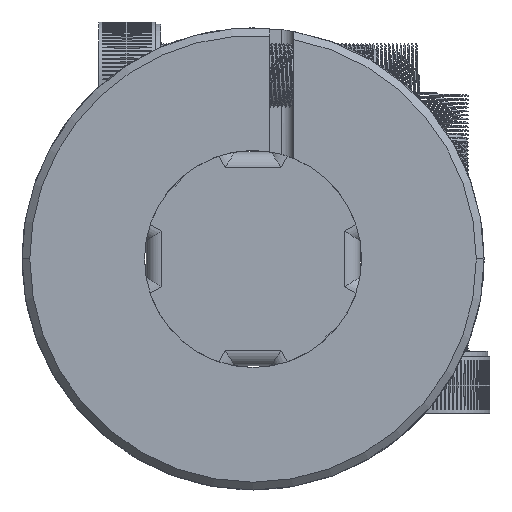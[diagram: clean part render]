
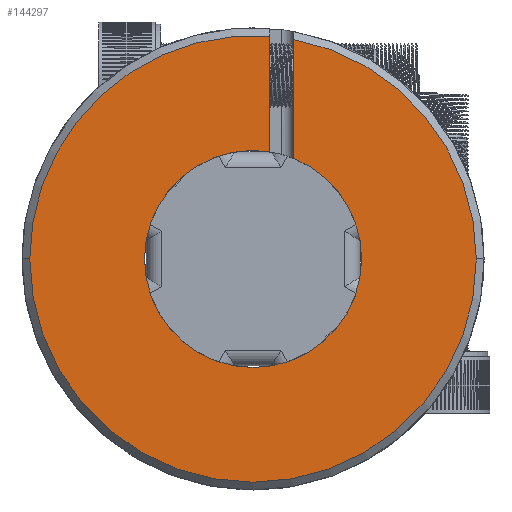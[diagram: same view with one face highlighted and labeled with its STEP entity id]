
A CAD part, left-side view. The second image highlights one B-rep face of the part: STEP entity #144297.
In plain terms, the highlighted planar face has unit normal (-1, 0, 0).
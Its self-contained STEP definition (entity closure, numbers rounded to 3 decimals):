
#136686 = EDGE_CURVE('',#136687,#136689,#136691,.T.);
#136687 = VERTEX_POINT('',#136688);
#136688 = CARTESIAN_POINT('',(-14.743,23.479,
    -6.908));
#136689 = VERTEX_POINT('',#136690);
#136690 = CARTESIAN_POINT('',(-14.743,-5.221,
    -6.908));
#136691 = CIRCLE('',#136692,14.35);
#136692 = AXIS2_PLACEMENT_3D('',#136693,#136694,#136695);
#136693 = CARTESIAN_POINT('',(-14.743,9.129,
    -6.908));
#136694 = DIRECTION('',(-1.,0.,0.));
#136695 = DIRECTION('',(0.,1.,0.));
#136728 = EDGE_CURVE('',#136689,#136729,#136731,.T.);
#136729 = VERTEX_POINT('',#136730);
#136730 = CARTESIAN_POINT('',(-14.743,6.509,
    7.201));
#136731 = CIRCLE('',#136732,14.35);
#136732 = AXIS2_PLACEMENT_3D('',#136733,#136734,#136735);
#136733 = CARTESIAN_POINT('',(-14.743,9.129,
    -6.908));
#136734 = DIRECTION('',(-1.,0.,0.));
#136735 = DIRECTION('',(0.,1.,0.));
#136983 = VERTEX_POINT('',#136984);
#136984 = CARTESIAN_POINT('',(-14.743,8.049,
    -0.017));
#137000 = VERTEX_POINT('',#137001);
#137001 = CARTESIAN_POINT('',(-14.743,16.104,
    -6.908));
#137007 = EDGE_CURVE('',#137000,#136983,#137008,.T.);
#137008 = CIRCLE('',#137009,6.975);
#137009 = AXIS2_PLACEMENT_3D('',#137010,#137011,#137012);
#137010 = CARTESIAN_POINT('',(-14.743,9.129,
    -6.908));
#137011 = DIRECTION('',(1.,0.,0.));
#137012 = DIRECTION('',(0.,1.,0.));
#137038 = VERTEX_POINT('',#137039);
#137039 = CARTESIAN_POINT('',(-14.743,6.509,
    -0.443));
#137045 = EDGE_CURVE('',#137038,#137046,#137048,.T.);
#137046 = VERTEX_POINT('',#137047);
#137047 = CARTESIAN_POINT('',(-14.743,2.154,
    -6.908));
#137048 = CIRCLE('',#137049,6.975);
#137049 = AXIS2_PLACEMENT_3D('',#137050,#137051,#137052);
#137050 = CARTESIAN_POINT('',(-14.743,9.129,
    -6.908));
#137051 = DIRECTION('',(1.,0.,0.));
#137052 = DIRECTION('',(0.,1.,0.));
#144297 = ADVANCED_FACE('',(#144298),#144332,.T.);
#144298 = FACE_BOUND('',#144299,.T.);
#144299 = EDGE_LOOP('',(#144300,#144308,#144315,#144316,#144317,#144323,
    #144324,#144331));
#144300 = ORIENTED_EDGE('',*,*,#144301,.F.);
#144301 = EDGE_CURVE('',#144302,#136983,#144304,.T.);
#144302 = VERTEX_POINT('',#144303);
#144303 = CARTESIAN_POINT('',(-14.743,8.049,
    7.402));
#144304 = LINE('',#144305,#144306);
#144305 = CARTESIAN_POINT('',(-14.743,8.049,
    -6.908));
#144306 = VECTOR('',#144307,1.);
#144307 = DIRECTION('',(0.,0.,-1.));
#144308 = ORIENTED_EDGE('',*,*,#144309,.T.);
#144309 = EDGE_CURVE('',#144302,#136687,#144310,.T.);
#144310 = CIRCLE('',#144311,14.35);
#144311 = AXIS2_PLACEMENT_3D('',#144312,#144313,#144314);
#144312 = CARTESIAN_POINT('',(-14.743,9.129,
    -6.908));
#144313 = DIRECTION('',(-1.,0.,0.));
#144314 = DIRECTION('',(0.,1.,0.));
#144315 = ORIENTED_EDGE('',*,*,#136686,.T.);
#144316 = ORIENTED_EDGE('',*,*,#136728,.T.);
#144317 = ORIENTED_EDGE('',*,*,#144318,.F.);
#144318 = EDGE_CURVE('',#137038,#136729,#144319,.T.);
#144319 = LINE('',#144320,#144321);
#144320 = CARTESIAN_POINT('',(-14.743,6.509,
    -6.908));
#144321 = VECTOR('',#144322,1.);
#144322 = DIRECTION('',(0.,0.,1.));
#144323 = ORIENTED_EDGE('',*,*,#137045,.T.);
#144324 = ORIENTED_EDGE('',*,*,#144325,.T.);
#144325 = EDGE_CURVE('',#137046,#137000,#144326,.T.);
#144326 = CIRCLE('',#144327,6.975);
#144327 = AXIS2_PLACEMENT_3D('',#144328,#144329,#144330);
#144328 = CARTESIAN_POINT('',(-14.743,9.129,
    -6.908));
#144329 = DIRECTION('',(1.,0.,0.));
#144330 = DIRECTION('',(0.,1.,0.));
#144331 = ORIENTED_EDGE('',*,*,#137007,.T.);
#144332 = PLANE('',#144333);
#144333 = AXIS2_PLACEMENT_3D('',#144334,#144335,#144336);
#144334 = CARTESIAN_POINT('',(-14.743,9.129,
    -6.908));
#144335 = DIRECTION('',(-1.,0.,0.));
#144336 = DIRECTION('',(0.,1.,0.));
